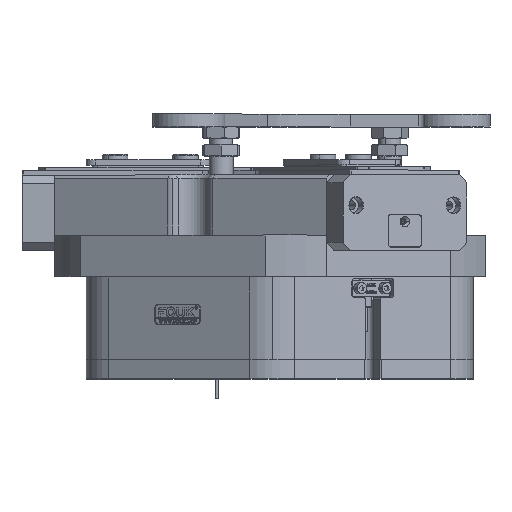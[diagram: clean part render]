
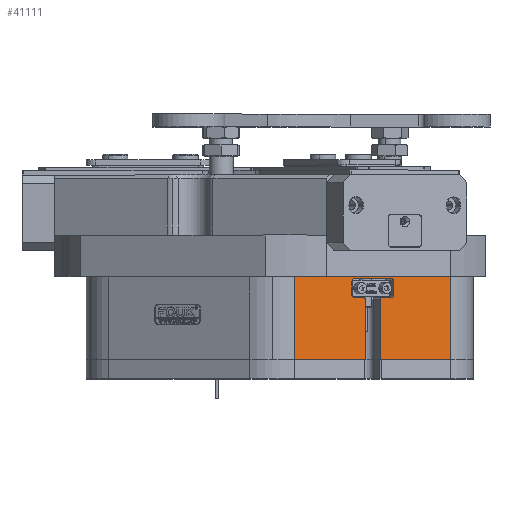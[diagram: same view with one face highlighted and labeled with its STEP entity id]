
A CAD part, top view. The second image highlights one B-rep face of the part: STEP entity #41111.
In plain terms, the highlighted planar face has unit normal (0.5, 0, 0.866).
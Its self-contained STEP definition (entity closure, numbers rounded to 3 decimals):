
#99 = CARTESIAN_POINT ( 'NONE',  ( 64.263, 37.5, 100.307 ) ) ;
#246 = EDGE_CURVE ( 'NONE', #6998, #56867, #56526, .T. ) ;
#1043 = DIRECTION ( 'NONE',  ( 0., -1., 0. ) ) ;
#1521 = CARTESIAN_POINT ( 'NONE',  ( 54.737, 37.5, 105.807 ) ) ;
#2355 = DIRECTION ( 'NONE',  ( 0., 1., 0. ) ) ;
#2685 = ORIENTED_EDGE ( 'NONE', *, *, #42742, .F. ) ;
#3194 = ORIENTED_EDGE ( 'NONE', *, *, #19531, .T. ) ;
#3747 = ORIENTED_EDGE ( 'NONE', *, *, #35826, .T. ) ;
#4080 = ORIENTED_EDGE ( 'NONE', *, *, #48761, .F. ) ;
#4303 = AXIS2_PLACEMENT_3D ( 'NONE', #8853, #53342, #14418 ) ;
#4461 = VECTOR ( 'NONE', #67555, 1000. ) ;
#4996 = CIRCLE ( 'NONE', #39064, 2. ) ;
#5143 = CARTESIAN_POINT ( 'NONE',  ( 238., 637.01, 0. ) ) ;
#6022 = CARTESIAN_POINT ( 'NONE',  ( 70.758, 50.5, 96.557 ) ) ;
#6856 = VERTEX_POINT ( 'NONE', #60821 ) ;
#6975 = ORIENTED_EDGE ( 'NONE', *, *, #12870, .F. ) ;
#6998 = VERTEX_POINT ( 'NONE', #1521 ) ;
#7245 = CARTESIAN_POINT ( 'NONE',  ( 108., 0., 75.056 ) ) ;
#7285 = DIRECTION ( 'NONE',  ( -0.866, 0., 0.5 ) ) ;
#8115 = VERTEX_POINT ( 'NONE', #34660 ) ;
#8256 = EDGE_CURVE ( 'NONE', #8115, #42613, #66945, .T. ) ;
#8364 = VERTEX_POINT ( 'NONE', #53843 ) ;
#8853 = CARTESIAN_POINT ( 'NONE',  ( 53.871, 37.5, 106.307 ) ) ;
#9009 = CARTESIAN_POINT ( 'NONE',  ( 70.758, 38.5, 96.557 ) ) ;
#9870 = CARTESIAN_POINT ( 'NONE',  ( 46.51, 48.5, 110.557 ) ) ;
#10819 = VECTOR ( 'NONE', #22370, 1000. ) ;
#11100 = ORIENTED_EDGE ( 'NONE', *, *, #34114, .F. ) ;
#11675 = VECTOR ( 'NONE', #57797, 1000. ) ;
#11807 = ORIENTED_EDGE ( 'NONE', *, *, #41537, .F. ) ;
#12682 = DIRECTION ( 'NONE',  ( 0., -1., 0. ) ) ;
#12870 = EDGE_CURVE ( 'NONE', #27456, #50753, #13436, .T. ) ;
#12895 = EDGE_CURVE ( 'NONE', #62780, #53645, #29053, .T. ) ;
#13436 = LINE ( 'NONE', #69207, #11675 ) ;
#13809 = ORIENTED_EDGE ( 'NONE', *, *, #43891, .F. ) ;
#14418 = DIRECTION ( 'NONE',  ( 0.866, 0., -0.5 ) ) ;
#14753 = VECTOR ( 'NONE', #2355, 1000. ) ;
#15681 = CARTESIAN_POINT ( 'NONE',  ( 108., 51.8, 75.056 ) ) ;
#15798 = DIRECTION ( 'NONE',  ( -0.866, 0., 0.5 ) ) ;
#16027 = DIRECTION ( 'NONE',  ( -0.866, 0., 0.5 ) ) ;
#16450 = ORIENTED_EDGE ( 'NONE', *, *, #40384, .F. ) ;
#16694 = DIRECTION ( 'NONE',  ( 0.866, 0., -0.5 ) ) ;
#16823 = DIRECTION ( 'NONE',  ( 0.5, 0., 0.866 ) ) ;
#18312 = LINE ( 'NONE', #34567, #60103 ) ;
#18361 = VECTOR ( 'NONE', #15798, 1000. ) ;
#18587 = DIRECTION ( 'NONE',  ( 0.866, 0., -0.5 ) ) ;
#18694 = CARTESIAN_POINT ( 'NONE',  ( 53.871, 38.5, 106.307 ) ) ;
#19152 = LINE ( 'NONE', #34274, #4461 ) ;
#19329 = LINE ( 'NONE', #38194, #32447 ) ;
#19531 = EDGE_CURVE ( 'NONE', #27456, #42613, #46750, .T. ) ;
#20181 = EDGE_LOOP ( 'NONE', ( #3747, #11100, #30865, #52992, #24167, #25457, #57275, #4080, #11807, #13809, #70085, #2685, #28580, #16450, #6975, #3194, #24855, #51195 ) ) ;
#21410 = CIRCLE ( 'NONE', #44868, 2. ) ;
#21492 = DIRECTION ( 'NONE',  ( 0.5, 0., 0.866 ) ) ;
#21707 = EDGE_CURVE ( 'NONE', #8364, #56867, #25556, .T. ) ;
#22370 = DIRECTION ( 'NONE',  ( 0.866, 0., -0.5 ) ) ;
#22563 = AXIS2_PLACEMENT_3D ( 'NONE', #22628, #50415, #28748 ) ;
#22628 = CARTESIAN_POINT ( 'NONE',  ( 70.758, 48.5, 96.557 ) ) ;
#24167 = ORIENTED_EDGE ( 'NONE', *, *, #42842, .F. ) ;
#24855 = ORIENTED_EDGE ( 'NONE', *, *, #8256, .F. ) ;
#25457 = ORIENTED_EDGE ( 'NONE', *, *, #246, .T. ) ;
#25556 = LINE ( 'NONE', #43847, #10819 ) ;
#26398 = LINE ( 'NONE', #65345, #65569 ) ;
#27219 = DIRECTION ( 'NONE',  ( 0.5, 0., 0.866 ) ) ;
#27456 = VERTEX_POINT ( 'NONE', #29567 ) ;
#27750 = DIRECTION ( 'NONE',  ( 0.866, 0., -0.5 ) ) ;
#28580 = ORIENTED_EDGE ( 'NONE', *, *, #52303, .F. ) ;
#28748 = DIRECTION ( 'NONE',  ( 0.866, 0., -0.5 ) ) ;
#28945 = VERTEX_POINT ( 'NONE', #55834 ) ;
#29053 = LINE ( 'NONE', #68979, #60355 ) ;
#29469 = CARTESIAN_POINT ( 'NONE',  ( 54.737, 637.01, 105.807 ) ) ;
#29567 = CARTESIAN_POINT ( 'NONE',  ( 65.129, 38.5, 99.807 ) ) ;
#30028 = CARTESIAN_POINT ( 'NONE',  ( 64.263, 637.01, 100.307 ) ) ;
#30646 = CIRCLE ( 'NONE', #63087, 2. ) ;
#30865 = ORIENTED_EDGE ( 'NONE', *, *, #53569, .T. ) ;
#31912 = AXIS2_PLACEMENT_3D ( 'NONE', #5143, #27219, #55228 ) ;
#32041 = DIRECTION ( 'NONE',  ( 0., 1., 0. ) ) ;
#32282 = AXIS2_PLACEMENT_3D ( 'NONE', #60409, #21492, #16694 ) ;
#32447 = VECTOR ( 'NONE', #65411, 1000. ) ;
#34114 = EDGE_CURVE ( 'NONE', #28945, #40617, #41427, .T. ) ;
#34274 = CARTESIAN_POINT ( 'NONE',  ( 46.51, 637.01, 110.557 ) ) ;
#34567 = CARTESIAN_POINT ( 'NONE',  ( 11., 637.01, 131.059 ) ) ;
#34660 = CARTESIAN_POINT ( 'NONE',  ( 64.263, 0., 100.307 ) ) ;
#35826 = EDGE_CURVE ( 'NONE', #43761, #40617, #26398, .T. ) ;
#36221 = VECTOR ( 'NONE', #47850, 1000. ) ;
#37210 = CARTESIAN_POINT ( 'NONE',  ( 238., 0., 0. ) ) ;
#38194 = CARTESIAN_POINT ( 'NONE',  ( 72.49, 637.01, 95.557 ) ) ;
#39064 = AXIS2_PLACEMENT_3D ( 'NONE', #47319, #63352, #68944 ) ;
#39886 = VERTEX_POINT ( 'NONE', #58305 ) ;
#40384 = EDGE_CURVE ( 'NONE', #50753, #64338, #30646, .T. ) ;
#40518 = DIRECTION ( 'NONE',  ( 0.5, 0., 0.866 ) ) ;
#40617 = VERTEX_POINT ( 'NONE', #15681 ) ;
#41111 = ADVANCED_FACE ( 'NONE', ( #58385 ), #54731, .T. ) ;
#41427 = LINE ( 'NONE', #46953, #36221 ) ;
#41537 = EDGE_CURVE ( 'NONE', #52037, #6856, #19152, .T. ) ;
#42613 = VERTEX_POINT ( 'NONE', #99 ) ;
#42742 = EDGE_CURVE ( 'NONE', #45226, #62780, #47750, .T. ) ;
#42842 = EDGE_CURVE ( 'NONE', #6998, #39886, #54666, .T. ) ;
#43761 = VERTEX_POINT ( 'NONE', #7245 ) ;
#43840 = CARTESIAN_POINT ( 'NONE',  ( 11., 0., 131.059 ) ) ;
#43847 = CARTESIAN_POINT ( 'NONE',  ( 238., 38.5, 0. ) ) ;
#43891 = EDGE_CURVE ( 'NONE', #53645, #52037, #4996, .T. ) ;
#44868 = AXIS2_PLACEMENT_3D ( 'NONE', #60544, #16823, #27750 ) ;
#45226 = VERTEX_POINT ( 'NONE', #68231 ) ;
#46750 = CIRCLE ( 'NONE', #32282, 1. ) ;
#46953 = CARTESIAN_POINT ( 'NONE',  ( 54.737, 51.8, 105.807 ) ) ;
#47319 = CARTESIAN_POINT ( 'NONE',  ( 48.242, 48.5, 109.557 ) ) ;
#47750 = CIRCLE ( 'NONE', #22563, 2. ) ;
#47850 = DIRECTION ( 'NONE',  ( 0.866, 0., -0.5 ) ) ;
#48761 = EDGE_CURVE ( 'NONE', #6856, #8364, #21410, .T. ) ;
#50415 = DIRECTION ( 'NONE',  ( 0.5, 0., 0.866 ) ) ;
#50753 = VERTEX_POINT ( 'NONE', #9009 ) ;
#51195 = ORIENTED_EDGE ( 'NONE', *, *, #66380, .F. ) ;
#51742 = VECTOR ( 'NONE', #16027, 1000. ) ;
#52037 = VERTEX_POINT ( 'NONE', #9870 ) ;
#52065 = CARTESIAN_POINT ( 'NONE',  ( 48.242, 50.5, 109.557 ) ) ;
#52303 = EDGE_CURVE ( 'NONE', #64338, #45226, #19329, .T. ) ;
#52992 = ORIENTED_EDGE ( 'NONE', *, *, #70064, .F. ) ;
#53342 = DIRECTION ( 'NONE',  ( 0.5, 0., 0.866 ) ) ;
#53344 = VERTEX_POINT ( 'NONE', #43840 ) ;
#53569 = EDGE_CURVE ( 'NONE', #28945, #53344, #18312, .T. ) ;
#53645 = VERTEX_POINT ( 'NONE', #52065 ) ;
#53843 = CARTESIAN_POINT ( 'NONE',  ( 48.242, 38.5, 109.557 ) ) ;
#54666 = LINE ( 'NONE', #29469, #69407 ) ;
#54731 = PLANE ( 'NONE',  #31912 ) ;
#55228 = DIRECTION ( 'NONE',  ( 0.866, 0., -0.5 ) ) ;
#55834 = CARTESIAN_POINT ( 'NONE',  ( 11., 51.8, 131.059 ) ) ;
#55859 = CARTESIAN_POINT ( 'NONE',  ( 72.49, 40.5, 95.557 ) ) ;
#56526 = CIRCLE ( 'NONE', #4303, 1. ) ;
#56867 = VERTEX_POINT ( 'NONE', #18694 ) ;
#57275 = ORIENTED_EDGE ( 'NONE', *, *, #21707, .F. ) ;
#57797 = DIRECTION ( 'NONE',  ( 0.866, 0., -0.5 ) ) ;
#58305 = CARTESIAN_POINT ( 'NONE',  ( 54.737, 0., 105.807 ) ) ;
#58385 = FACE_OUTER_BOUND ( 'NONE', #20181, .T. ) ;
#60103 = VECTOR ( 'NONE', #1043, 1000. ) ;
#60355 = VECTOR ( 'NONE', #7285, 1000. ) ;
#60409 = CARTESIAN_POINT ( 'NONE',  ( 65.129, 37.5, 99.807 ) ) ;
#60464 = CARTESIAN_POINT ( 'NONE',  ( 238., 0., 0. ) ) ;
#60544 = CARTESIAN_POINT ( 'NONE',  ( 48.242, 40.5, 109.557 ) ) ;
#60821 = CARTESIAN_POINT ( 'NONE',  ( 46.51, 40.5, 110.557 ) ) ;
#62780 = VERTEX_POINT ( 'NONE', #6022 ) ;
#63087 = AXIS2_PLACEMENT_3D ( 'NONE', #68450, #40518, #18587 ) ;
#63097 = LINE ( 'NONE', #37210, #51742 ) ;
#63352 = DIRECTION ( 'NONE',  ( 0.5, 0., 0.866 ) ) ;
#64338 = VERTEX_POINT ( 'NONE', #55859 ) ;
#65345 = CARTESIAN_POINT ( 'NONE',  ( 108., 637.01, 75.056 ) ) ;
#65411 = DIRECTION ( 'NONE',  ( 0., 1., 0. ) ) ;
#65569 = VECTOR ( 'NONE', #32041, 1000. ) ;
#66380 = EDGE_CURVE ( 'NONE', #43761, #8115, #63097, .T. ) ;
#66945 = LINE ( 'NONE', #30028, #14753 ) ;
#67555 = DIRECTION ( 'NONE',  ( 0., -1., 0. ) ) ;
#68231 = CARTESIAN_POINT ( 'NONE',  ( 72.49, 48.5, 95.557 ) ) ;
#68450 = CARTESIAN_POINT ( 'NONE',  ( 70.758, 40.5, 96.557 ) ) ;
#68944 = DIRECTION ( 'NONE',  ( 0.866, 0., -0.5 ) ) ;
#68979 = CARTESIAN_POINT ( 'NONE',  ( 238., 50.5, 0. ) ) ;
#69207 = CARTESIAN_POINT ( 'NONE',  ( 238., 38.5, 0. ) ) ;
#69407 = VECTOR ( 'NONE', #12682, 1000. ) ;
#70064 = EDGE_CURVE ( 'NONE', #39886, #53344, #70556, .T. ) ;
#70085 = ORIENTED_EDGE ( 'NONE', *, *, #12895, .F. ) ;
#70556 = LINE ( 'NONE', #60464, #18361 ) ;
